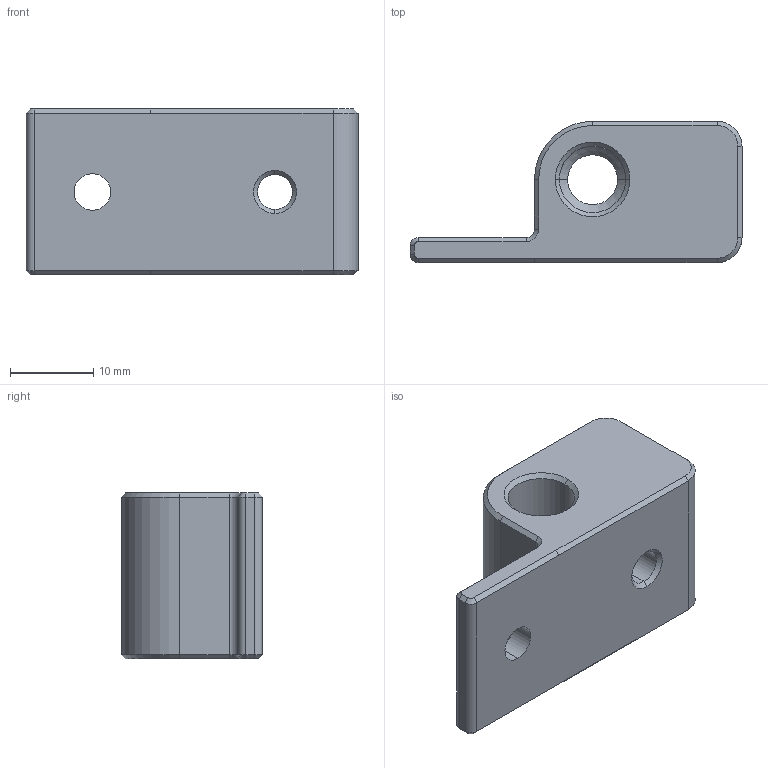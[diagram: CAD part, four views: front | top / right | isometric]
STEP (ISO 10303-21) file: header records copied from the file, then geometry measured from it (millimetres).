
FILE_DESCRIPTION (( 'STEP AP203' ), '1' );
FILE_NAME ('嫖粣盓殤_酘狟.STEP', '2021-09-03T10:31:21', ( '' ), ( '' ), 'SwSTEP 2.0', 'SolidWorks 2018', '' );
FILE_SCHEMA (( 'CONFIG_CONTROL_DESIGN' ));
Length unit declared in the file: millimetre
Products named in the file (1): 嫖粣盓殤_酘狟
Bounding box: 40 x 17 x 20 mm (x, y, z)
Volume: 7821.8 mm3; surface area: 3607.4 mm2
Topology: 1 solids, 1 shells, 56 faces, 128 edges, 74 vertices
Faces by surface type: plane 22, cone 20, cylinder 14
Entity records: 1635 total; most frequent: DIRECTION 288, CARTESIAN_POINT 259, ORIENTED_EDGE 256, EDGE_CURVE 128, AXIS2_PLACEMENT_3D 103, VECTOR 82, LINE 82, VERTEX_POINT 74
